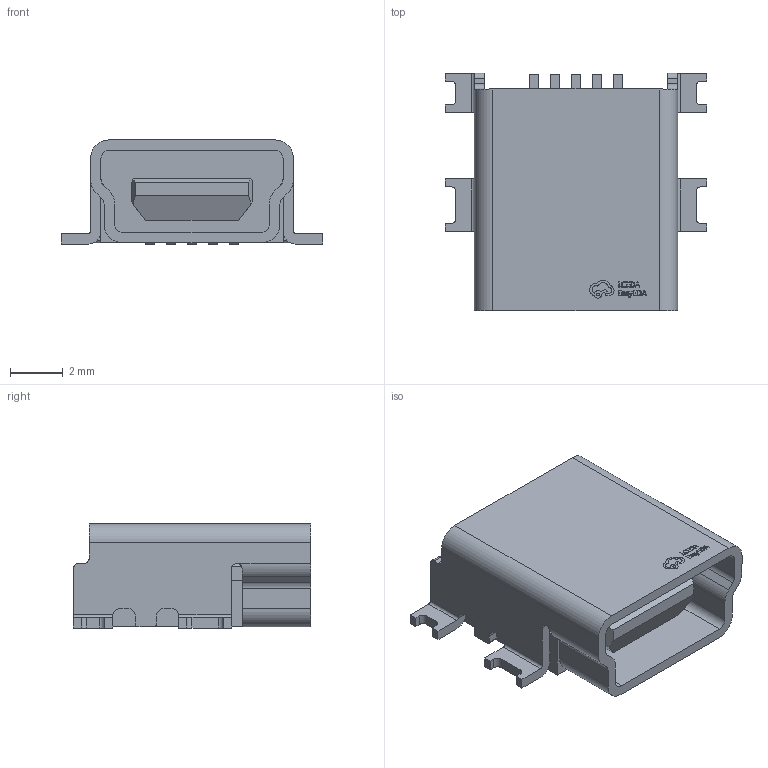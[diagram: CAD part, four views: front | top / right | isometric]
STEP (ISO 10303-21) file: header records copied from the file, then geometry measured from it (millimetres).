
FILE_DESCRIPTION (( 'STEP AP214' ), '1' );
FILE_NAME ('MICRO-USB-SMD_67503-1230.step', '2022-07-07T02:37:02', ( '' ), ( '' ), 'SwSTEP 2.0', 'SolidWorks 2020', '' );
FILE_SCHEMA (( 'AUTOMOTIVE_DESIGN' ));
Length unit declared in the file: millimetre
Products named in the file (1): MICRO-USB-SMD_67503-1230
Bounding box: 9.9 x 9 x 3.95 mm (x, y, z)
Volume: 163.8 mm3; surface area: 534.7 mm2
Topology: 2 solids, 2 shells, 484 faces, 1343 edges, 894 vertices
Faces by surface type: plane 306, bspline 112, cylinder 66
Entity records: 21340 total; most frequent: CARTESIAN_POINT 4882, ORIENTED_EDGE 2686, DIRECTION 1977, EDGE_CURVE 1343, VECTOR 975, LINE 975, VERTEX_POINT 894, EDGE_LOOP 517
